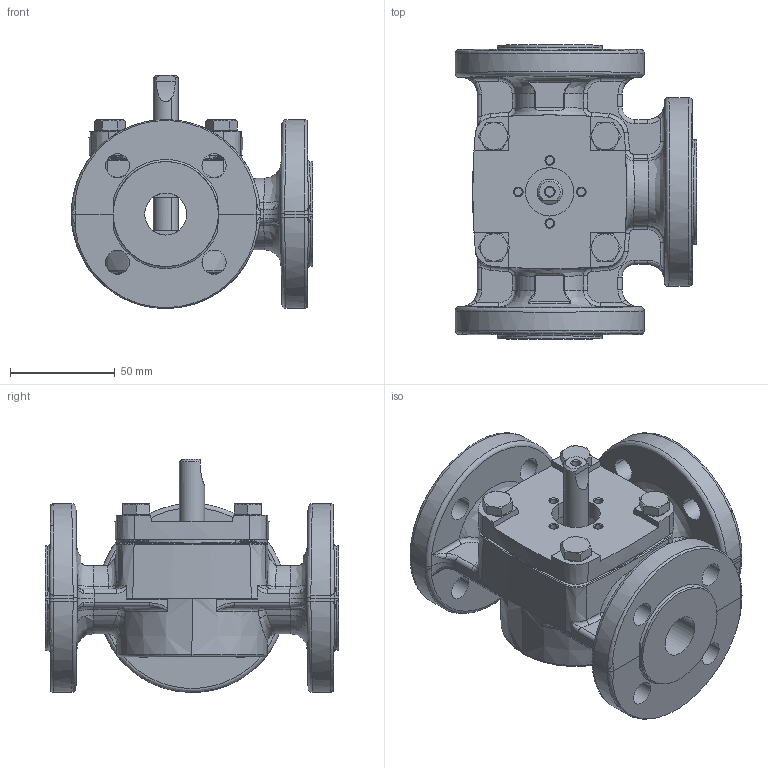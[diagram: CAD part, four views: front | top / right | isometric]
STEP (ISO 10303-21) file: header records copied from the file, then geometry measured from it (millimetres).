
FILE_DESCRIPTION(('CATIA V5 STEP'),'2;1');
FILE_NAME('3F20.stp','2013-02-14T10:47:43+00:00',('none'),('none'),'CATIA Version 5 Release 20 SP 6 (IN-10)','CATIA V5 STEP AP203','none');
FILE_SCHEMA(('CONFIG_CONTROL_DESIGN'));
Length unit declared in the file: millimetre
Products named in the file (1): 3F20
Assembly tree (7 placements, depth 2):
  3F20
    #58
    #29301
    #29678
    #34229  x4
Bounding box: 115 x 140 x 111 mm (x, y, z)
Volume: 430450.7 mm3; surface area: 119938.7 mm2
Topology: 7 solids, 7 shells, 1481 faces, 3404 edges, 1931 vertices
Faces by surface type: cone 397, cylinder 353, torus 342, plane 218, bspline 159, sphere 12
Entity records: 39391 total; most frequent: CARTESIAN_POINT 21399, ORIENTED_EDGE 4288, DIRECTION 2558, EDGE_CURVE 2144, AXIS2_PLACEMENT_3D 1314, VERTEX_POINT 1301, EDGE_LOOP 929, ADVANCED_FACE 866
